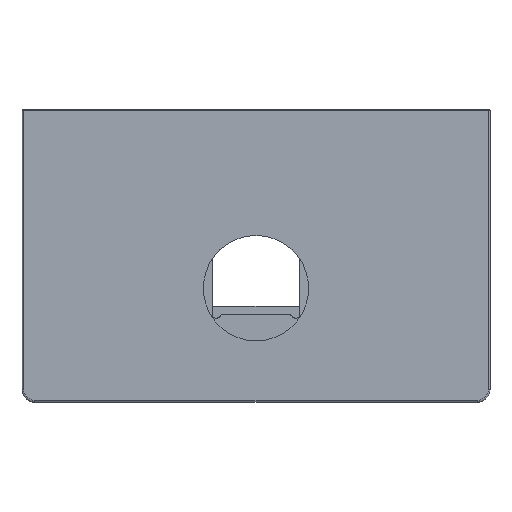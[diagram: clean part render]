
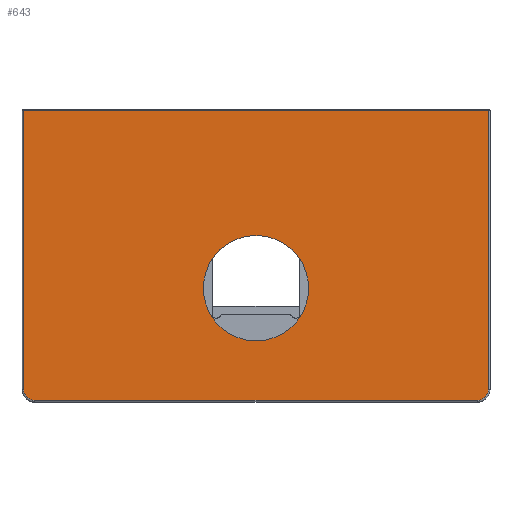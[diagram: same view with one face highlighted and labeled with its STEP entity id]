
A CAD part, top view. The second image highlights one B-rep face of the part: STEP entity #643.
In plain terms, the highlighted planar face has unit normal (0, 0, 1).
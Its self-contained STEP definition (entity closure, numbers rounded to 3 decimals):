
#324=CARTESIAN_POINT('',(2672.345,1285.715,190.0));
#325=VERTEX_POINT('',#324);
#326=CARTESIAN_POINT('',(2582.345,1285.715,190.0));
#327=DIRECTION('',(0.,0.,-1.0));
#328=DIRECTION('',(0.814,0.581,0.));
#329=AXIS2_PLACEMENT_3D('',#326,#327,#328);
#330=CIRCLE('',#329,90.);
#331=EDGE_CURVE('',#325,#325,#330,.T.);
#480=CARTESIAN_POINT('',(2979.345,1590.215,190.0));
#481=VERTEX_POINT('',#480);
#513=CARTESIAN_POINT('',(2185.345,1590.215,190.0));
#514=VERTEX_POINT('',#513);
#521=CARTESIAN_POINT('',(2185.345,1590.215,190.0));
#522=DIRECTION('',(1.0,0.0,0.0));
#523=VECTOR('',#522,794.0);
#524=LINE('',#521,#523);
#525=EDGE_CURVE('',#514,#481,#524,.T.);
#592=CARTESIAN_POINT('',(2582.345,1093.714,190.0));
#593=DIRECTION('',(0.0,0.0,1.0));
#594=DIRECTION('',(1.0,0.0,0.0));
#595=AXIS2_PLACEMENT_3D('',#592,#593,#594);
#596=PLANE('',#595);
#597=ORIENTED_EDGE('',*,*,#525,.F.);
#598=CARTESIAN_POINT('',(2185.345,1112.715,190.0));
#599=VERTEX_POINT('',#598);
#600=CARTESIAN_POINT('',(2185.345,1112.715,190.0));
#601=DIRECTION('',(0.0,1.0,0.0));
#602=VECTOR('',#601,477.5);
#603=LINE('',#600,#602);
#604=EDGE_CURVE('',#599,#514,#603,.T.);
#605=ORIENTED_EDGE('',*,*,#604,.F.);
#606=CARTESIAN_POINT('',(2204.345,1093.715,190.0));
#607=VERTEX_POINT('',#606);
#608=CARTESIAN_POINT('',(2204.345,1112.715,190.));
#609=DIRECTION('',(0.0,0.0,-1.0));
#610=DIRECTION('',(-1.0,0.0,0.0));
#611=AXIS2_PLACEMENT_3D('',#608,#609,#610);
#612=CIRCLE('',#611,19.);
#613=EDGE_CURVE('',#607,#599,#612,.T.);
#614=ORIENTED_EDGE('',*,*,#613,.F.);
#615=CARTESIAN_POINT('',(2960.345,1093.715,190.0));
#616=VERTEX_POINT('',#615);
#617=CARTESIAN_POINT('',(2960.345,1093.715,190.0));
#618=DIRECTION('',(-1.0,0.0,0.0));
#619=VECTOR('',#618,756.);
#620=LINE('',#617,#619);
#621=EDGE_CURVE('',#616,#607,#620,.T.);
#622=ORIENTED_EDGE('',*,*,#621,.F.);
#623=CARTESIAN_POINT('',(2979.345,1112.715,190.0));
#624=VERTEX_POINT('',#623);
#625=CARTESIAN_POINT('',(2960.345,1112.715,190.0));
#626=DIRECTION('',(0.0,0.0,-1.0));
#627=DIRECTION('',(0.0,-1.0,0.0));
#628=AXIS2_PLACEMENT_3D('',#625,#626,#627);
#629=CIRCLE('',#628,19.);
#630=EDGE_CURVE('',#624,#616,#629,.T.);
#631=ORIENTED_EDGE('',*,*,#630,.F.);
#632=CARTESIAN_POINT('',(2979.345,1590.215,190.0));
#633=DIRECTION('',(0.0,-1.0,0.0));
#634=VECTOR('',#633,477.5);
#635=LINE('',#632,#634);
#636=EDGE_CURVE('',#481,#624,#635,.T.);
#637=ORIENTED_EDGE('',*,*,#636,.F.);
#638=EDGE_LOOP('',(#597,#605,#614,#622,#631,#637));
#639=FACE_OUTER_BOUND('',#638,.T.);
#640=ORIENTED_EDGE('',*,*,#331,.T.);
#641=EDGE_LOOP('',(#640));
#642=FACE_BOUND('',#641,.T.);
#643=ADVANCED_FACE('',(#639,#642),#596,.T.);
